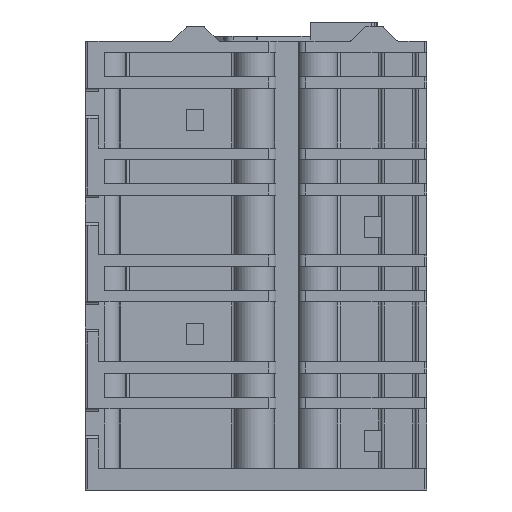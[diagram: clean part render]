
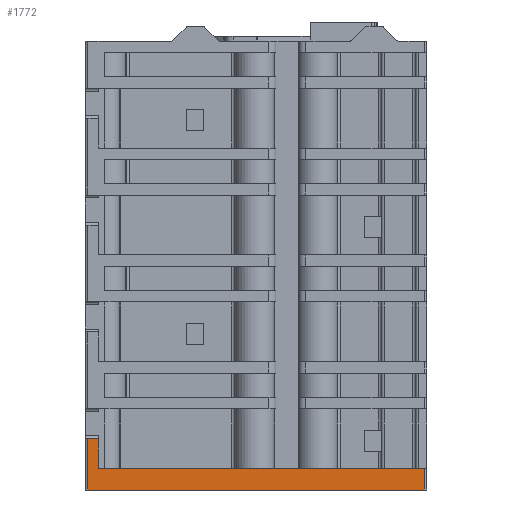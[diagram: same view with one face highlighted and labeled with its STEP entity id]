
A CAD part, front view. The second image highlights one B-rep face of the part: STEP entity #1772.
In plain terms, the highlighted planar face has unit normal (0, -1, 0).
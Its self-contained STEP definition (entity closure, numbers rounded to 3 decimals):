
#1772 = ADVANCED_FACE( '', ( #4048 ), #4049, .F. );
#4048 = FACE_OUTER_BOUND( '', #6819, .T. );
#4049 = PLANE( '', #6820 );
#6819 = EDGE_LOOP( '', ( #12431, #12432, #12433, #12434, #12435, #12436 ) );
#6820 = AXIS2_PLACEMENT_3D( '', #12437, #12438, #12439 );
#12431 = ORIENTED_EDGE( '', *, *, #19272, .T. );
#12432 = ORIENTED_EDGE( '', *, *, #19170, .T. );
#12433 = ORIENTED_EDGE( '', *, *, #19391, .T. );
#12434 = ORIENTED_EDGE( '', *, *, #19392, .T. );
#12435 = ORIENTED_EDGE( '', *, *, #17957, .F. );
#12436 = ORIENTED_EDGE( '', *, *, #19393, .F. );
#12437 = CARTESIAN_POINT( '', ( -20., 0., 30. ) );
#12438 = DIRECTION( '', ( 0., 1., 0. ) );
#12439 = DIRECTION( '', ( 0., 0., 1. ) );
#17957 = EDGE_CURVE( '', #22102, #22104, #22105, .T. );
#19170 = EDGE_CURVE( '', #24024, #24026, #24028, .T. );
#19272 = EDGE_CURVE( '', #24167, #24024, #24168, .T. );
#19391 = EDGE_CURVE( '', #24026, #24328, #24329, .T. );
#19392 = EDGE_CURVE( '', #24328, #22104, #24330, .T. );
#19393 = EDGE_CURVE( '', #24167, #22102, #24331, .T. );
#22102 = VERTEX_POINT( '', #27929 );
#22104 = VERTEX_POINT( '', #27932 );
#22105 = LINE( '', #27933, #27934 );
#24024 = VERTEX_POINT( '', #30681 );
#24026 = VERTEX_POINT( '', #30683 );
#24028 = LINE( '', #30685, #30686 );
#24167 = VERTEX_POINT( '', #30913 );
#24168 = LINE( '', #30914, #30915 );
#24328 = VERTEX_POINT( '', #31142 );
#24329 = LINE( '', #31143, #31144 );
#24330 = LINE( '', #31145, #31146 );
#24331 = LINE( '', #31147, #31148 );
#27929 = CARTESIAN_POINT( '', ( -19.25, 0., 0. ) );
#27932 = CARTESIAN_POINT( '', ( 3.6, 0., 0. ) );
#27933 = CARTESIAN_POINT( '', ( -20., 0., 0. ) );
#27934 = VECTOR( '', #34284, 1000. );
#30681 = CARTESIAN_POINT( '', ( -20., 0., 2.1 ) );
#30683 = CARTESIAN_POINT( '', ( -20., 0., -1.5 ) );
#30685 = CARTESIAN_POINT( '', ( -20., 0., 30. ) );
#30686 = VECTOR( '', #35808, 1000. );
#30913 = CARTESIAN_POINT( '', ( -19.25, 0., 2.1 ) );
#30914 = CARTESIAN_POINT( '', ( -19.25, 0., 2.1 ) );
#30915 = VECTOR( '', #35908, 1000. );
#31142 = CARTESIAN_POINT( '', ( 3.6, 0., -1.5 ) );
#31143 = CARTESIAN_POINT( '', ( -20., 0., -1.5 ) );
#31144 = VECTOR( '', #36033, 1000. );
#31145 = CARTESIAN_POINT( '', ( 3.6, 0., -1.5 ) );
#31146 = VECTOR( '', #36034, 1000. );
#31147 = CARTESIAN_POINT( '', ( -19.25, 0., 4.2 ) );
#31148 = VECTOR( '', #36035, 1000. );
#34284 = DIRECTION( '', ( 1., 0., 0. ) );
#35808 = DIRECTION( '', ( 0., 0., -1. ) );
#35908 = DIRECTION( '', ( -1., 0., 0. ) );
#36033 = DIRECTION( '', ( 1., 0., 0. ) );
#36034 = DIRECTION( '', ( 0., 0., 1. ) );
#36035 = DIRECTION( '', ( 0., 0., -1. ) );
